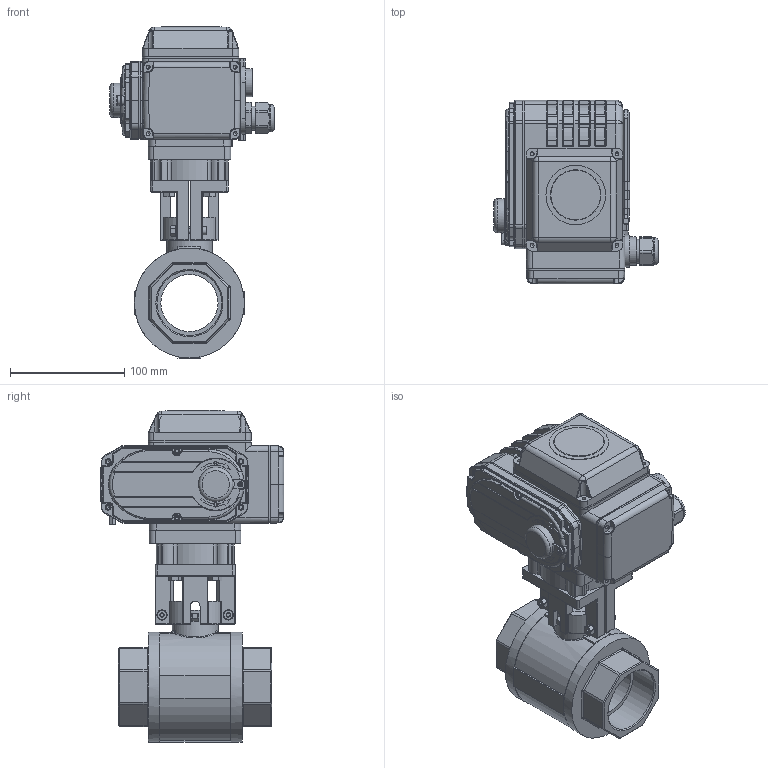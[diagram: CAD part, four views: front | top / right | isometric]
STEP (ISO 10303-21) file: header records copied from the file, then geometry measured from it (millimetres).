
FILE_DESCRIPTION(/* description */ ('Unknown'),/* implementation_level */ '2;1');
FILE_NAME(/* name */ 'AE06_07 852-09',/* time_stamp */ '2022-10-20T09:11:51+02:00',/* author */ ('Unknown'),/* organization */ ('Unknown'),/* preprocessor_version */ 'ST-DEVELOPER v16.7',/* originating_system */ 'Solid Edge',/* authorisation */ 'Unknown');
FILE_SCHEMA (('AUTOMOTIVE_DESIGN {1 0 10303 214 3 1 1}'));
Products named in the file (30): AE50-2.852.050; 2.852.050; Backen F05_F07; DIN912M4x25; DIN126-M4; DIN934_M4; DIN558_M_6x30.1.3; AE04-AE08_(AE30_AE50); Z倰眊极橾遴20170830; 驱动盖组件; 驱动盖胶垫; Z倰忒梟縐啣; NQ10-034 梓僅啣; NQ10-033 硌渀; 萇蚾裔郪璃; 萇蚾裔; NQ10-035 噩え; 萇蚾裔蝶菜; 秶郘裔郪璃; 秶郘裔; 秶郘裔蝶菜; 盄黑; 盄坶; 盄坶1; 盄坶2; NQZ-018忒雄紱釬諳裔; Z型驱动盖最新外型20170830; 假蚾啣; 薊粣ん; 忒梟
Assembly tree (36 placements, depth 4):
  AE50-2.852.050
    2.852.050
    Backen F05_F07  x2
    DIN912M4x25  x2
    DIN126-M4  x2
    DIN934_M4  x2
    DIN558_M_6x30.1.3  x4
    AE04-AE08_(AE30_AE50)
      Z倰眊极橾遴20170830
      驱动盖组件
        驱动盖胶垫
      Z倰忒梟縐啣
      NQ10-034 梓僅啣
      NQ10-033 硌渀
      萇蚾裔郪璃
        萇蚾裔
        NQ10-035 噩え
        萇蚾裔蝶菜
      秶郘裔郪璃
        秶郘裔
        秶郘裔蝶菜
      盄黑
      盄坶
        盄坶1
        盄坶2
      NQZ-018忒雄紱釬諳裔
      Z型驱动盖最新外型20170830
      假蚾啣
      薊粣ん
      忒梟
Bounding box: 143.5 x 160.5 x 290 mm (x, y, z)
Volume: 1664720.8 mm3; surface area: 323041.1 mm2
Topology: 31 solids, 33 shells, 2687 faces, 6829 edges, 4243 vertices
Faces by surface type: plane 1090, cylinder 970, torus 288, bspline 215, cone 79, sphere 45
Full cylindrical faces by diameter (mm): 2.5 x2, 3.2 x2, 3.242 x2, 3.3 x22, 3.5 x1, 4 x8, 4.2 x5, 4.5 x16, 4.8 x14, 5 x14, 6 x4, 6.4 x4, 6.6 x2, 6.647 x2, 6.8 x8, 7 x10, 8 x1, 9 x6, 10.1 x4, 12.3 x1, 13.2 x1, 13.5 x1, 13.8 x1, 14 x1, 15 x2, 18.7 x1, 19 x3, 19.16 x1, 20 x1, 21 x3
Entity records: 85580 total; most frequent: CARTESIAN_POINT 23434, DIRECTION 12526, ORIENTED_EDGE 12300, EDGE_CURVE 6150, AXIS2_PLACEMENT_3D 4651, VERTEX_POINT 3993, LINE 3224, VECTOR 3224
